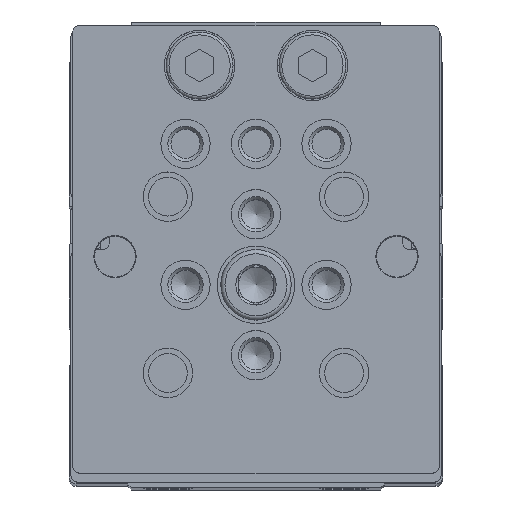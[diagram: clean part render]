
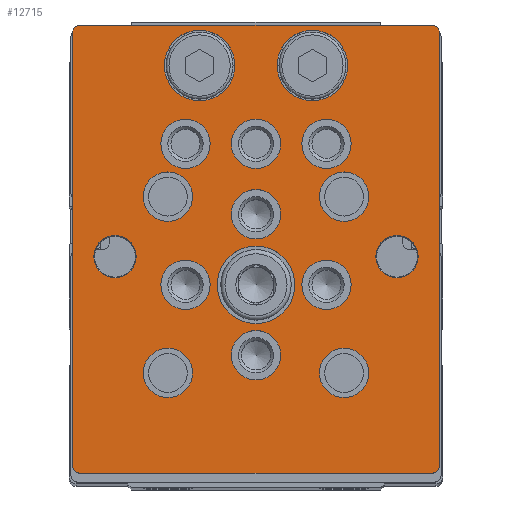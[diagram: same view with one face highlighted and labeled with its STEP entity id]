
A CAD part, top view. The second image highlights one B-rep face of the part: STEP entity #12715.
In plain terms, the highlighted planar face has unit normal (0, 0, 1).
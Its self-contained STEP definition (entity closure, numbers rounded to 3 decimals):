
#551=PLANE('',#14059);
#1126=CIRCLE('',#14045,1.);
#1128=CIRCLE('',#14049,1.);
#1130=CIRCLE('',#14053,1.);
#1132=CIRCLE('',#14057,1.);
#1133=CIRCLE('',#14060,5.5);
#1134=CIRCLE('',#14061,3.5);
#1135=CIRCLE('',#14062,3.5);
#1136=CIRCLE('',#14063,3.5);
#1137=CIRCLE('',#14064,3.5);
#1138=CIRCLE('',#14065,3.);
#1139=CIRCLE('',#14066,3.);
#1140=CIRCLE('',#14067,3.5);
#1141=CIRCLE('',#14068,3.5);
#1142=CIRCLE('',#14069,3.5);
#1143=CIRCLE('',#14070,3.5);
#1144=CIRCLE('',#14071,3.5);
#1145=CIRCLE('',#14072,3.5);
#1146=CIRCLE('',#14073,3.5);
#1147=CIRCLE('',#14074,5.);
#1148=CIRCLE('',#14075,5.);
#2057=LINE('',#21769,#2963);
#2061=LINE('',#21781,#2967);
#2065=LINE('',#21793,#2971);
#2069=LINE('',#21803,#2975);
#2963=VECTOR('',#17485,1000.);
#2967=VECTOR('',#17497,1000.);
#2971=VECTOR('',#17509,1000.);
#2975=VECTOR('',#17521,1000.);
#5994=ORIENTED_EDGE('',*,*,#7894,.T.);
#5995=ORIENTED_EDGE('',*,*,#7895,.T.);
#5996=ORIENTED_EDGE('',*,*,#7896,.T.);
#5997=ORIENTED_EDGE('',*,*,#7897,.T.);
#5998=ORIENTED_EDGE('',*,*,#7898,.T.);
#5999=ORIENTED_EDGE('',*,*,#7899,.T.);
#6000=ORIENTED_EDGE('',*,*,#7900,.T.);
#6001=ORIENTED_EDGE('',*,*,#7901,.T.);
#6002=ORIENTED_EDGE('',*,*,#7902,.T.);
#6003=ORIENTED_EDGE('',*,*,#7903,.T.);
#6004=ORIENTED_EDGE('',*,*,#7904,.T.);
#6005=ORIENTED_EDGE('',*,*,#7905,.T.);
#6006=ORIENTED_EDGE('',*,*,#7906,.T.);
#6007=ORIENTED_EDGE('',*,*,#7907,.T.);
#6008=ORIENTED_EDGE('',*,*,#7908,.F.);
#6009=ORIENTED_EDGE('',*,*,#7909,.F.);
#6010=ORIENTED_EDGE('',*,*,#7871,.T.);
#6011=ORIENTED_EDGE('',*,*,#7875,.T.);
#6012=ORIENTED_EDGE('',*,*,#7878,.T.);
#6013=ORIENTED_EDGE('',*,*,#7881,.T.);
#6014=ORIENTED_EDGE('',*,*,#7884,.T.);
#6015=ORIENTED_EDGE('',*,*,#7887,.T.);
#6016=ORIENTED_EDGE('',*,*,#7890,.T.);
#6017=ORIENTED_EDGE('',*,*,#7893,.T.);
#7871=EDGE_CURVE('',#9146,#9145,#1126,.T.);
#7875=EDGE_CURVE('',#9145,#9148,#2057,.T.);
#7878=EDGE_CURVE('',#9148,#9150,#1128,.T.);
#7881=EDGE_CURVE('',#9150,#9152,#2061,.T.);
#7884=EDGE_CURVE('',#9152,#9154,#1130,.T.);
#7887=EDGE_CURVE('',#9154,#9156,#2065,.T.);
#7890=EDGE_CURVE('',#9156,#9158,#1132,.T.);
#7893=EDGE_CURVE('',#9158,#9146,#2069,.T.);
#7894=EDGE_CURVE('',#9159,#9159,#1133,.T.);
#7895=EDGE_CURVE('',#9160,#9160,#1134,.T.);
#7896=EDGE_CURVE('',#9161,#9161,#1135,.T.);
#7897=EDGE_CURVE('',#9162,#9162,#1136,.T.);
#7898=EDGE_CURVE('',#9163,#9163,#1137,.T.);
#7899=EDGE_CURVE('',#9164,#9164,#1138,.T.);
#7900=EDGE_CURVE('',#9165,#9165,#1139,.T.);
#7901=EDGE_CURVE('',#9166,#9166,#1140,.T.);
#7902=EDGE_CURVE('',#9167,#9167,#1141,.T.);
#7903=EDGE_CURVE('',#9168,#9168,#1142,.T.);
#7904=EDGE_CURVE('',#9169,#9169,#1143,.T.);
#7905=EDGE_CURVE('',#9170,#9170,#1144,.T.);
#7906=EDGE_CURVE('',#9171,#9171,#1145,.T.);
#7907=EDGE_CURVE('',#9172,#9172,#1146,.T.);
#7908=EDGE_CURVE('',#9173,#9173,#1147,.T.);
#7909=EDGE_CURVE('',#9174,#9174,#1148,.T.);
#9145=VERTEX_POINT('',#21760);
#9146=VERTEX_POINT('',#21762);
#9148=VERTEX_POINT('',#21768);
#9150=VERTEX_POINT('',#21774);
#9152=VERTEX_POINT('',#21780);
#9154=VERTEX_POINT('',#21786);
#9156=VERTEX_POINT('',#21792);
#9158=VERTEX_POINT('',#21798);
#9159=VERTEX_POINT('',#21806);
#9160=VERTEX_POINT('',#21808);
#9161=VERTEX_POINT('',#21810);
#9162=VERTEX_POINT('',#21812);
#9163=VERTEX_POINT('',#21814);
#9164=VERTEX_POINT('',#21816);
#9165=VERTEX_POINT('',#21818);
#9166=VERTEX_POINT('',#21820);
#9167=VERTEX_POINT('',#21822);
#9168=VERTEX_POINT('',#21824);
#9169=VERTEX_POINT('',#21826);
#9170=VERTEX_POINT('',#21828);
#9171=VERTEX_POINT('',#21830);
#9172=VERTEX_POINT('',#21832);
#9173=VERTEX_POINT('',#21834);
#9174=VERTEX_POINT('',#21836);
#10383=EDGE_LOOP('',(#5994));
#10384=EDGE_LOOP('',(#5995));
#10385=EDGE_LOOP('',(#5996));
#10386=EDGE_LOOP('',(#5997));
#10387=EDGE_LOOP('',(#5998));
#10388=EDGE_LOOP('',(#5999));
#10389=EDGE_LOOP('',(#6000));
#10390=EDGE_LOOP('',(#6001));
#10391=EDGE_LOOP('',(#6002));
#10392=EDGE_LOOP('',(#6003));
#10393=EDGE_LOOP('',(#6004));
#10394=EDGE_LOOP('',(#6005));
#10395=EDGE_LOOP('',(#6006));
#10396=EDGE_LOOP('',(#6007));
#10397=EDGE_LOOP('',(#6008));
#10398=EDGE_LOOP('',(#6009));
#10399=EDGE_LOOP('',(#6010,#6011,#6012,#6013,#6014,#6015,#6016,#6017));
#11572=FACE_BOUND('',#10383,.T.);
#11573=FACE_BOUND('',#10384,.T.);
#11574=FACE_BOUND('',#10385,.T.);
#11575=FACE_BOUND('',#10386,.T.);
#11576=FACE_BOUND('',#10387,.T.);
#11577=FACE_BOUND('',#10388,.T.);
#11578=FACE_BOUND('',#10389,.T.);
#11579=FACE_BOUND('',#10390,.T.);
#11580=FACE_BOUND('',#10391,.T.);
#11581=FACE_BOUND('',#10392,.T.);
#11582=FACE_BOUND('',#10393,.T.);
#11583=FACE_BOUND('',#10394,.T.);
#11584=FACE_BOUND('',#10395,.T.);
#11585=FACE_BOUND('',#10396,.T.);
#11586=FACE_BOUND('',#10397,.T.);
#11587=FACE_BOUND('',#10398,.T.);
#11588=FACE_BOUND('',#10399,.T.);
#12715=ADVANCED_FACE('',(#11572,#11573,#11574,#11575,#11576,#11577,#11578,
#11579,#11580,#11581,#11582,#11583,#11584,#11585,#11586,#11587,#11588),
#551,.T.);
#14045=AXIS2_PLACEMENT_3D('',#21761,#17478,#17479);
#14049=AXIS2_PLACEMENT_3D('',#21775,#17491,#17492);
#14053=AXIS2_PLACEMENT_3D('',#21787,#17503,#17504);
#14057=AXIS2_PLACEMENT_3D('',#21799,#17515,#17516);
#14059=AXIS2_PLACEMENT_3D('',#21804,#17522,#17523);
#14060=AXIS2_PLACEMENT_3D('',#21805,#17524,#17525);
#14061=AXIS2_PLACEMENT_3D('',#21807,#17526,#17527);
#14062=AXIS2_PLACEMENT_3D('',#21809,#17528,#17529);
#14063=AXIS2_PLACEMENT_3D('',#21811,#17530,#17531);
#14064=AXIS2_PLACEMENT_3D('',#21813,#17532,#17533);
#14065=AXIS2_PLACEMENT_3D('',#21815,#17534,#17535);
#14066=AXIS2_PLACEMENT_3D('',#21817,#17536,#17537);
#14067=AXIS2_PLACEMENT_3D('',#21819,#17538,#17539);
#14068=AXIS2_PLACEMENT_3D('',#21821,#17540,#17541);
#14069=AXIS2_PLACEMENT_3D('',#21823,#17542,#17543);
#14070=AXIS2_PLACEMENT_3D('',#21825,#17544,#17545);
#14071=AXIS2_PLACEMENT_3D('',#21827,#17546,#17547);
#14072=AXIS2_PLACEMENT_3D('',#21829,#17548,#17549);
#14073=AXIS2_PLACEMENT_3D('',#21831,#17550,#17551);
#14074=AXIS2_PLACEMENT_3D('',#21833,#17552,#17553);
#14075=AXIS2_PLACEMENT_3D('',#21835,#17554,#17555);
#17478=DIRECTION('',(0.,0.,1.));
#17479=DIRECTION('',(1.,0.,0.));
#17485=DIRECTION('',(0.,-1.,0.));
#17491=DIRECTION('',(0.,0.,1.));
#17492=DIRECTION('',(1.,0.,0.));
#17497=DIRECTION('',(1.,0.,0.));
#17503=DIRECTION('',(0.,0.,1.));
#17504=DIRECTION('',(1.,0.,0.));
#17509=DIRECTION('',(0.,1.,0.));
#17515=DIRECTION('',(0.,0.,1.));
#17516=DIRECTION('',(1.,0.,0.));
#17521=DIRECTION('',(-1.,0.,0.));
#17522=DIRECTION('',(0.,0.,1.));
#17523=DIRECTION('',(1.,0.,0.));
#17524=DIRECTION('',(0.,0.,-1.));
#17525=DIRECTION('',(-1.,0.,0.));
#17526=DIRECTION('',(0.,0.,-1.));
#17527=DIRECTION('',(-1.,0.,0.));
#17528=DIRECTION('',(0.,0.,-1.));
#17529=DIRECTION('',(-1.,0.,0.));
#17530=DIRECTION('',(0.,0.,-1.));
#17531=DIRECTION('',(-1.,0.,0.));
#17532=DIRECTION('',(0.,0.,-1.));
#17533=DIRECTION('',(-1.,0.,0.));
#17534=DIRECTION('',(0.,0.,-1.));
#17535=DIRECTION('',(-1.,0.,0.));
#17536=DIRECTION('',(0.,0.,-1.));
#17537=DIRECTION('',(-1.,0.,0.));
#17538=DIRECTION('',(0.,0.,-1.));
#17539=DIRECTION('',(-1.,0.,0.));
#17540=DIRECTION('',(0.,0.,-1.));
#17541=DIRECTION('',(-1.,0.,0.));
#17542=DIRECTION('',(0.,0.,-1.));
#17543=DIRECTION('',(-1.,0.,0.));
#17544=DIRECTION('',(0.,0.,-1.));
#17545=DIRECTION('',(-1.,0.,0.));
#17546=DIRECTION('',(0.,0.,-1.));
#17547=DIRECTION('',(-1.,0.,0.));
#17548=DIRECTION('',(0.,0.,-1.));
#17549=DIRECTION('',(-1.,0.,0.));
#17550=DIRECTION('',(0.,0.,-1.));
#17551=DIRECTION('',(-1.,0.,0.));
#17552=DIRECTION('',(0.,0.,1.));
#17553=DIRECTION('',(1.,0.,0.));
#17554=DIRECTION('',(0.,0.,1.));
#17555=DIRECTION('',(1.,0.,0.));
#21760=CARTESIAN_POINT('',(-26.,-1.5,15.));
#21761=CARTESIAN_POINT('',(-25.,-1.5,15.));
#21762=CARTESIAN_POINT('',(-25.,-0.5,15.));
#21768=CARTESIAN_POINT('',(-26.,-63.,15.));
#21769=CARTESIAN_POINT('',(-26.,-1.5,15.));
#21774=CARTESIAN_POINT('',(-25.,-64.,15.));
#21775=CARTESIAN_POINT('',(-25.,-63.,15.));
#21780=CARTESIAN_POINT('',(25.,-64.,15.));
#21781=CARTESIAN_POINT('',(-25.,-64.,15.));
#21786=CARTESIAN_POINT('',(26.,-63.,15.));
#21787=CARTESIAN_POINT('',(25.,-63.,15.));
#21792=CARTESIAN_POINT('',(26.,-1.5,15.));
#21793=CARTESIAN_POINT('',(26.,-63.,15.));
#21798=CARTESIAN_POINT('',(25.,-0.5,15.));
#21799=CARTESIAN_POINT('',(25.,-1.5,15.));
#21803=CARTESIAN_POINT('',(25.,-0.5,15.));
#21804=CARTESIAN_POINT('',(-25.,-1.5,15.));
#21805=CARTESIAN_POINT('',(0.,-37.3,15.));
#21806=CARTESIAN_POINT('',(-5.5,-37.3,15.));
#21807=CARTESIAN_POINT('',(-12.5,-24.8,15.));
#21808=CARTESIAN_POINT('',(-16.,-24.8,15.));
#21809=CARTESIAN_POINT('',(-12.5,-49.8,15.));
#21810=CARTESIAN_POINT('',(-16.,-49.8,15.));
#21811=CARTESIAN_POINT('',(12.5,-49.8,15.));
#21812=CARTESIAN_POINT('',(9.,-49.8,15.));
#21813=CARTESIAN_POINT('',(12.5,-24.8,15.));
#21814=CARTESIAN_POINT('',(9.,-24.8,15.));
#21815=CARTESIAN_POINT('',(-20.,-33.3,15.));
#21816=CARTESIAN_POINT('',(-23.,-33.3,15.));
#21817=CARTESIAN_POINT('',(20.,-33.3,15.));
#21818=CARTESIAN_POINT('',(17.,-33.3,15.));
#21819=CARTESIAN_POINT('',(-10.,-37.3,15.));
#21820=CARTESIAN_POINT('',(-13.5,-37.3,15.));
#21821=CARTESIAN_POINT('',(0.,-47.3,15.));
#21822=CARTESIAN_POINT('',(-3.5,-47.3,15.));
#21823=CARTESIAN_POINT('',(10.,-37.3,15.));
#21824=CARTESIAN_POINT('',(6.5,-37.3,15.));
#21825=CARTESIAN_POINT('',(0.,-27.3,15.));
#21826=CARTESIAN_POINT('',(-3.5,-27.3,15.));
#21827=CARTESIAN_POINT('',(0.,-17.3,15.));
#21828=CARTESIAN_POINT('',(-3.5,-17.3,15.));
#21829=CARTESIAN_POINT('',(-10.,-17.3,15.));
#21830=CARTESIAN_POINT('',(-13.5,-17.3,15.));
#21831=CARTESIAN_POINT('',(10.,-17.3,15.));
#21832=CARTESIAN_POINT('',(6.5,-17.3,15.));
#21833=CARTESIAN_POINT('',(-8.,-6.2,15.));
#21834=CARTESIAN_POINT('',(-3.,-6.2,15.));
#21835=CARTESIAN_POINT('',(8.,-6.2,15.));
#21836=CARTESIAN_POINT('',(13.,-6.2,15.));
